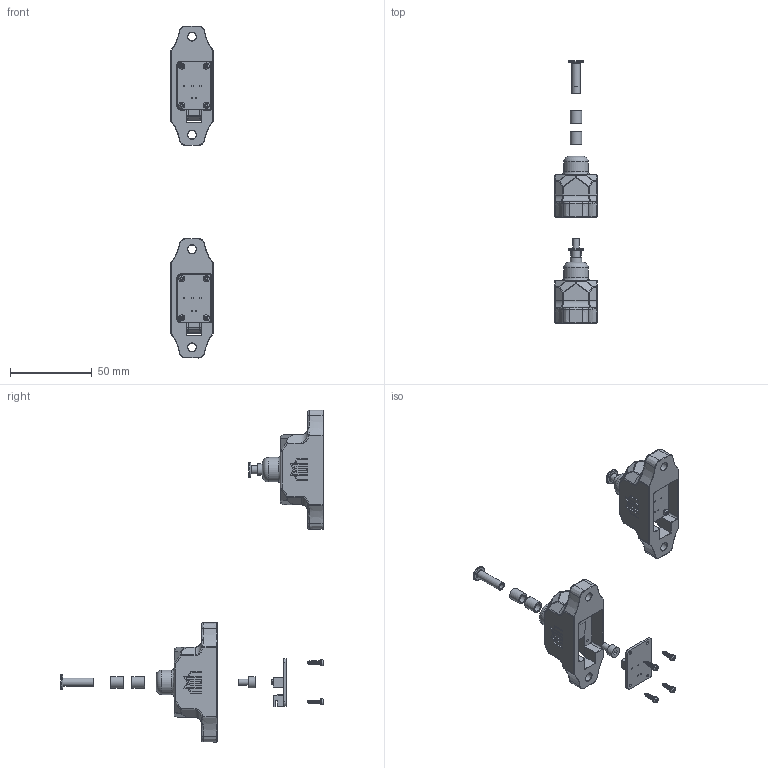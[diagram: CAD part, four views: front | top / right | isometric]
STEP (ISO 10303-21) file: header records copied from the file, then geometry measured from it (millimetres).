
FILE_DESCRIPTION(/* description */ (''),/* implementation_level */ '2;1');
FILE_NAME(/* name */ 'CAD.step',/* time_stamp */ '2023-03-09T18:02:12Z',/* author */ (''),/* organization */ (''),/* preprocessor_version */ 'ST-DEVELOPER v19.2',/* originating_system */ 'Autodesk Translation Framework v11.17.0.187',/* authorisation */ '');
FILE_SCHEMA (('AUTOMOTIVE_DESIGN { 1 0 10303 214 3 1 1 }'));
Length unit declared in the file: millimetre
Products named in the file (21): Sexbolt toolheight setter; Sexbolt Toolsetter; Housing; PCB (1) (1) (1); Omron_D2F_F (1); JST 2 pin (1); Hardware (1) (1); 5x7x8 Sleeve Bearing (1); 5x20 sex-bolt (1); M4x6 SHCS (1); M2x10 self tapping (1); Sexbolt Toolsetter Exploded; Hardware (1) (1) (1); 5x7x8 Sleeve Bearing (1) (1); 5x20 sex-bolt (1) (1); M4x6 SHCS (1) (1); M2x10 self tapping (1) (1); PCB (1) (1) (1) (1); Omron_D2F_F (1) (1); JST 2 pin (1) (1); Housing (1)
Assembly tree (28 placements, depth 4):
  Sexbolt toolheight setter
    Sexbolt Toolsetter
      Housing
      PCB (1) (1) (1)
        Omron_D2F_F (1)
        JST 2 pin (1)
      Hardware (1) (1)
        5x7x8 Sleeve Bearing (1)  x2
        5x20 sex-bolt (1)
        M4x6 SHCS (1)
        M2x10 self tapping (1)  x4
    Sexbolt Toolsetter Exploded
      Hardware (1) (1) (1)
        5x7x8 Sleeve Bearing (1) (1)  x2
        5x20 sex-bolt (1) (1)
        M4x6 SHCS (1) (1)
        M2x10 self tapping (1) (1)  x4
      PCB (1) (1) (1) (1)
        Omron_D2F_F (1) (1)
        JST 2 pin (1) (1)
      Housing (1)
Bounding box: 26 x 160.69 x 203 mm (x, y, z)
Volume: 55749.4 mm3; surface area: 28356.6 mm2
Topology: 28 solids, 38 shells, 1598 faces, 4064 edges, 2586 vertices
Faces by surface type: plane 678, cylinder 452, bspline 340, sphere 64, cone 44, torus 20
Full cylindrical faces by diameter (mm): 1.28 x64, 1.6 x4, 1.7 x12, 2 x2, 2.2 x56, 3.5 x2, 3.75 x8, 3.9 x2, 5 x6, 5.2 x4, 6.2 x2, 6.8 x2, 7 x4, 7.2 x2, 8 x2, 9.25 x2, 10.5 x4, 15 x2
Entity records: 44238 total; most frequent: CARTESIAN_POINT 15571, ORIENTED_EDGE 6072, DIRECTION 5366, EDGE_CURVE 3036, LINE 1984, VECTOR 1984, VERTEX_POINT 1902, AXIS2_PLACEMENT_3D 1691
